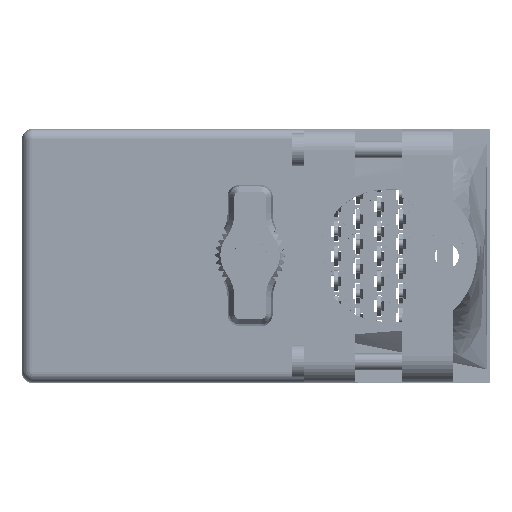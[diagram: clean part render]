
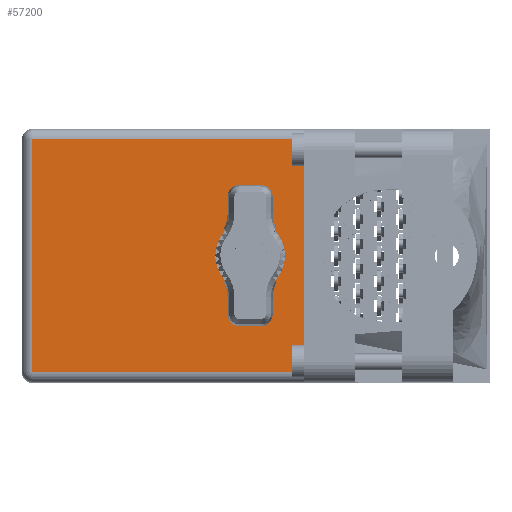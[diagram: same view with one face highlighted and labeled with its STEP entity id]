
A CAD part, top view. The second image highlights one B-rep face of the part: STEP entity #57200.
In plain terms, the highlighted face is planar.
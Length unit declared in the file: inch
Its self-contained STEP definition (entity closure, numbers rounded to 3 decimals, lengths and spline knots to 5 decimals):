
#819 = DIRECTION ( 'NONE',  ( 0., 0., 1. ) ) ;
#1348 = VECTOR ( 'NONE', #77457, 39.37008 ) ;
#1941 = ORIENTED_EDGE ( 'NONE', *, *, #96150, .F. ) ;
#2311 = PLANE ( 'NONE',  #61013 ) ;
#2438 = CARTESIAN_POINT ( 'NONE',  ( 0.062, 2.03, -1.53 ) ) ;
#4367 = VERTEX_POINT ( 'NONE', #92764 ) ;
#6194 = VECTOR ( 'NONE', #10225, 39.37008 ) ;
#9826 = VERTEX_POINT ( 'NONE', #40415 ) ;
#9882 = CARTESIAN_POINT ( 'NONE',  ( 0., 2.03, -1.468 ) ) ;
#10225 = DIRECTION ( 'NONE',  ( 0., 0., 1. ) ) ;
#10826 = DIRECTION ( 'NONE',  ( 0., 0., 1. ) ) ;
#11260 = ORIENTED_EDGE ( 'NONE', *, *, #46895, .T. ) ;
#12360 = FACE_OUTER_BOUND ( 'NONE', #20664, .T. ) ;
#12918 = DIRECTION ( 'NONE',  ( 0., 0., 1. ) ) ;
#14184 = ORIENTED_EDGE ( 'NONE', *, *, #81028, .T. ) ;
#14767 = ORIENTED_EDGE ( 'NONE', *, *, #48330, .F. ) ;
#19101 = VECTOR ( 'NONE', #12918, 39.37008 ) ;
#20664 = EDGE_LOOP ( 'NONE', ( #11260, #14184, #14767, #37730 ) ) ;
#23762 = VERTEX_POINT ( 'NONE', #99189 ) ;
#24843 = CARTESIAN_POINT ( 'NONE',  ( 1.3775, 2.03, -0.765 ) ) ;
#24912 = DIRECTION ( 'NONE',  ( 0., 1., 0. ) ) ;
#25985 = ORIENTED_EDGE ( 'NONE', *, *, #70145, .F. ) ;
#29308 = AXIS2_PLACEMENT_3D ( 'NONE', #24843, #93216, #819 ) ;
#33509 = VECTOR ( 'NONE', #37477, 39.37008 ) ;
#37477 = DIRECTION ( 'NONE',  ( 1., 0., 0. ) ) ;
#37730 = ORIENTED_EDGE ( 'NONE', *, *, #42774, .T. ) ;
#40415 = CARTESIAN_POINT ( 'NONE',  ( 1.3775, 2.03, -0.6635 ) ) ;
#40565 = LINE ( 'NONE', #9882, #1348 ) ;
#42774 = EDGE_CURVE ( 'NONE', #4367, #77363, #40565, .T. ) ;
#43631 = CARTESIAN_POINT ( 'NONE',  ( 0., 2.03, -1.53 ) ) ;
#46481 = CARTESIAN_POINT ( 'NONE',  ( 1.705, 2.03, -1.53 ) ) ;
#46895 = EDGE_CURVE ( 'NONE', #77363, #23762, #96110, .T. ) ;
#48330 = EDGE_CURVE ( 'NONE', #4367, #71751, #50911, .T. ) ;
#50911 = LINE ( 'NONE', #46481, #19101 ) ;
#51420 = CIRCLE ( 'NONE', #29308, 0.1015 ) ;
#51982 = FACE_BOUND ( 'NONE', #61684, .T. ) ;
#55299 = VERTEX_POINT ( 'NONE', #56310 ) ;
#56310 = CARTESIAN_POINT ( 'NONE',  ( 1.3775, 2.03, -0.8665 ) ) ;
#57200 = ADVANCED_FACE ( 'NONE', ( #12360, #51982 ), #2311, .T. ) ;
#57779 = AXIS2_PLACEMENT_3D ( 'NONE', #101088, #24912, #75191 ) ;
#61013 = AXIS2_PLACEMENT_3D ( 'NONE', #43631, #61065, #10826 ) ;
#61065 = DIRECTION ( 'NONE',  ( 0., 1., 0. ) ) ;
#61684 = EDGE_LOOP ( 'NONE', ( #25985, #1941 ) ) ;
#70145 = EDGE_CURVE ( 'NONE', #9826, #55299, #99373, .T. ) ;
#71554 = CARTESIAN_POINT ( 'NONE',  ( 1.705, 2.03, -0.062 ) ) ;
#71751 = VERTEX_POINT ( 'NONE', #71554 ) ;
#75191 = DIRECTION ( 'NONE',  ( 0., 0., 1. ) ) ;
#77363 = VERTEX_POINT ( 'NONE', #97695 ) ;
#77457 = DIRECTION ( 'NONE',  ( -1., 0., 0. ) ) ;
#81028 = EDGE_CURVE ( 'NONE', #23762, #71751, #100999, .T. ) ;
#92764 = CARTESIAN_POINT ( 'NONE',  ( 1.705, 2.03, -1.468 ) ) ;
#93216 = DIRECTION ( 'NONE',  ( 0., 1., 0. ) ) ;
#96110 = LINE ( 'NONE', #2438, #6194 ) ;
#96150 = EDGE_CURVE ( 'NONE', #55299, #9826, #51420, .T. ) ;
#97695 = CARTESIAN_POINT ( 'NONE',  ( 0.062, 2.03, -1.468 ) ) ;
#99189 = CARTESIAN_POINT ( 'NONE',  ( 0.062, 2.03, -0.062 ) ) ;
#99373 = CIRCLE ( 'NONE', #57779, 0.1015 ) ;
#100999 = LINE ( 'NONE', #106584, #33509 ) ;
#101088 = CARTESIAN_POINT ( 'NONE',  ( 1.3775, 2.03, -0.765 ) ) ;
#106584 = CARTESIAN_POINT ( 'NONE',  ( 1.705, 2.03, -0.062 ) ) ;
